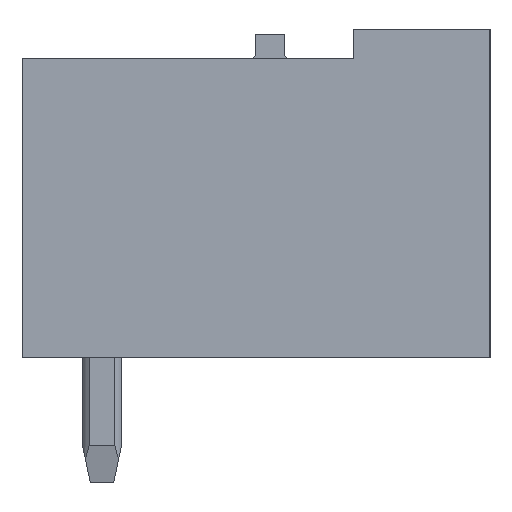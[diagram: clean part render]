
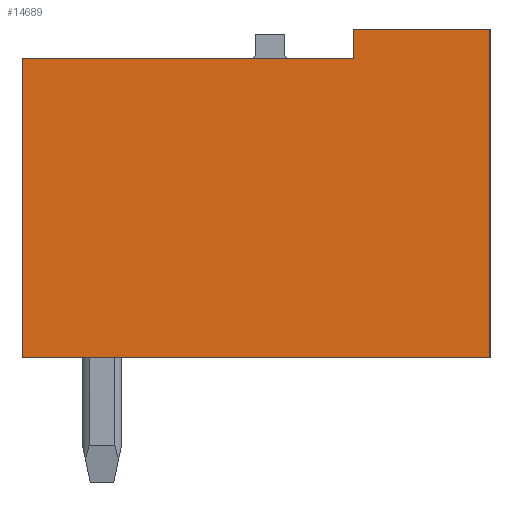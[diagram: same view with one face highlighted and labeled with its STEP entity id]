
A CAD part, left-side view. The second image highlights one B-rep face of the part: STEP entity #14689.
In plain terms, the highlighted planar face has unit normal (-1, 0, 0).
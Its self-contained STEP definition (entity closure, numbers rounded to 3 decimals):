
#14679=AXIS2_PLACEMENT_3D('Plane Axis2P3D',#14676,#14677,#14678) ;
#269=CARTESIAN_POINT('Vertex',(0.,3.5,11.63)) ;
#272=CARTESIAN_POINT('Line Origine',(0.,1.75,11.63)) ;
#276=CARTESIAN_POINT('Vertex',(0.,0.,11.63)) ;
#879=CARTESIAN_POINT('Vertex',(0.,12.,10.88)) ;
#882=CARTESIAN_POINT('Line Origine',(0.,7.75,10.88)) ;
#886=CARTESIAN_POINT('Vertex',(0.,3.5,10.88)) ;
#1443=CARTESIAN_POINT('Vertex',(0.,12.,3.2)) ;
#1446=CARTESIAN_POINT('Line Origine',(0.,12.,7.04)) ;
#1510=CARTESIAN_POINT('Vertex',(0.,0.,3.2)) ;
#1513=CARTESIAN_POINT('Line Origine',(0.,6.,3.2)) ;
#7342=CARTESIAN_POINT('Line Origine',(0.,0.,7.415)) ;
#14018=CARTESIAN_POINT('Line Origine',(0.,3.5,11.255)) ;
#14676=CARTESIAN_POINT('Axis2P3D Location',(0.,0.,0.)) ;
#273=DIRECTION('Vector Direction',(0.,-1.,0.)) ;
#883=DIRECTION('Vector Direction',(0.,1.,0.)) ;
#1447=DIRECTION('Vector Direction',(0.,0.,1.)) ;
#1514=DIRECTION('Vector Direction',(0.,1.,0.)) ;
#7343=DIRECTION('Vector Direction',(0.,0.,-1.)) ;
#14019=DIRECTION('Vector Direction',(0.,0.,1.)) ;
#14677=DIRECTION('Axis2P3D Direction',(-1.,0.,0.)) ;
#14678=DIRECTION('Axis2P3D XDirection',(0.,-1.,0.)) ;
#274=VECTOR('Line Direction',#273,1.) ;
#884=VECTOR('Line Direction',#883,1.) ;
#1448=VECTOR('Line Direction',#1447,1.) ;
#1515=VECTOR('Line Direction',#1514,1.) ;
#7344=VECTOR('Line Direction',#7343,1.) ;
#14020=VECTOR('Line Direction',#14019,1.) ;
#14682=ORIENTED_EDGE('',*,*,#7346,.T.) ;
#14683=ORIENTED_EDGE('',*,*,#278,.T.) ;
#14684=ORIENTED_EDGE('',*,*,#14022,.T.) ;
#14685=ORIENTED_EDGE('',*,*,#888,.T.) ;
#14686=ORIENTED_EDGE('',*,*,#1450,.T.) ;
#14687=ORIENTED_EDGE('',*,*,#1517,.T.) ;
#14689=ADVANCED_FACE('Housing',(#14688),#14680,.T.) ;
#278=EDGE_CURVE('',#277,#270,#275,.F.) ;
#888=EDGE_CURVE('',#887,#880,#885,.T.) ;
#1450=EDGE_CURVE('',#880,#1444,#1449,.F.) ;
#1517=EDGE_CURVE('',#1444,#1511,#1516,.F.) ;
#7346=EDGE_CURVE('',#1511,#277,#7345,.F.) ;
#14022=EDGE_CURVE('',#270,#887,#14021,.F.) ;
#14681=EDGE_LOOP('',(#14682,#14683,#14684,#14685,#14686,#14687)) ;
#14688=FACE_OUTER_BOUND('',#14681,.T.) ;
#275=LINE('Line',#272,#274) ;
#885=LINE('Line',#882,#884) ;
#1449=LINE('Line',#1446,#1448) ;
#1516=LINE('Line',#1513,#1515) ;
#7345=LINE('Line',#7342,#7344) ;
#14021=LINE('Line',#14018,#14020) ;
#14680=PLANE('',#14679) ;
#270=VERTEX_POINT('',#269) ;
#277=VERTEX_POINT('',#276) ;
#880=VERTEX_POINT('',#879) ;
#887=VERTEX_POINT('',#886) ;
#1444=VERTEX_POINT('',#1443) ;
#1511=VERTEX_POINT('',#1510) ;
